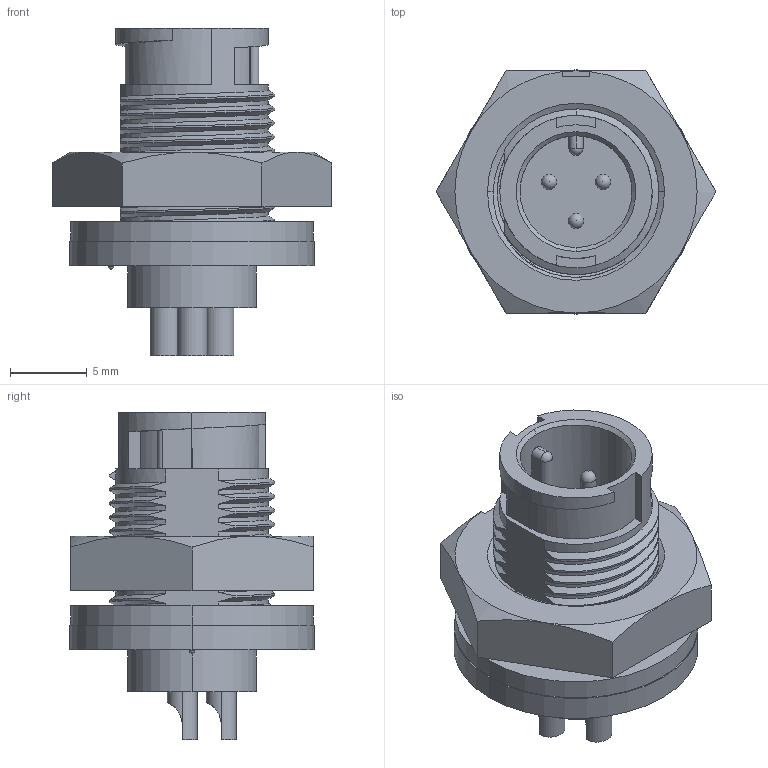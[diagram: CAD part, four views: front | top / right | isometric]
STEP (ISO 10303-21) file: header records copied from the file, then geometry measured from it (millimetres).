
FILE_DESCRIPTION (( 'STEP AP203' ), '1' );
FILE_NAME ('17282-3PG-300.STEP', '2012-12-28T15:58:23', ( '21FPBF1' ), ( 'Conxall' ), 'SwSTEP 2.0', 'SolidWorks 2012', '' );
FILE_SCHEMA (( 'CONFIG_CONTROL_DESIGN' ));
Length unit declared in the file: inch
Products named in the file (1): 17282-3PG-300
Bounding box: 18.18 x 15.88 x 21.29 mm (x, y, z)
Volume: 1799.6 mm3; surface area: 2087.4 mm2
Topology: 2 solids, 2 shells, 161 faces, 430 edges, 280 vertices
Faces by surface type: cylinder 77, plane 43, bspline 24, cone 12, sphere 5
Entity records: 11854 total; most frequent: CARTESIAN_POINT 8207, ORIENTED_EDGE 840, DIRECTION 635, EDGE_CURVE 420, VERTEX_POINT 275, AXIS2_PLACEMENT_3D 230, EDGE_LOOP 175, LINE 175
